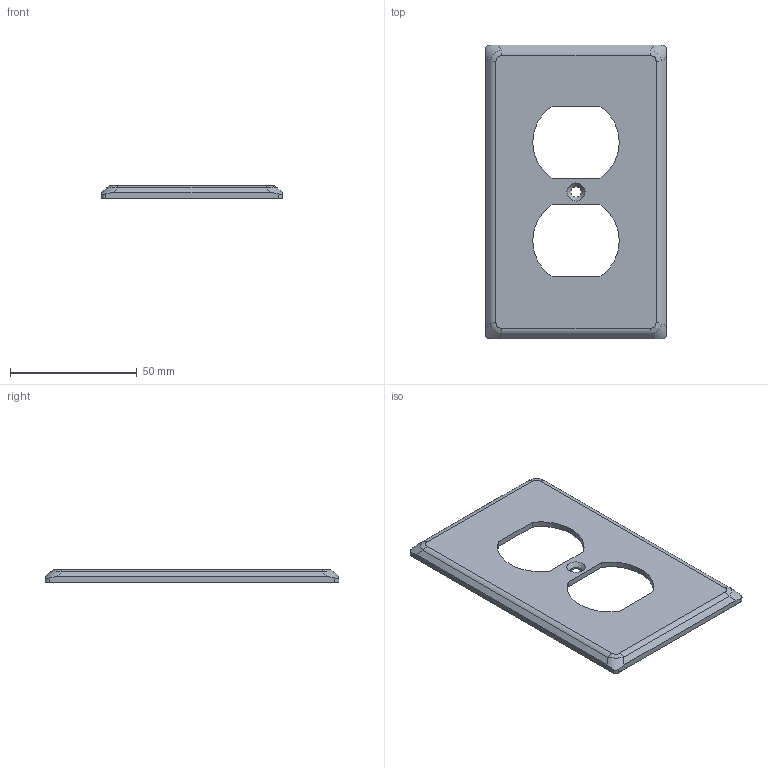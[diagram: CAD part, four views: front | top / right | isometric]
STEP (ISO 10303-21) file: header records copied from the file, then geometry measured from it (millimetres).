
FILE_DESCRIPTION(/* description */ ('COVER FOR DUPLEX RECEPTACLE'),/* implementation_level */ '2;1');
FILE_NAME(/* name */ '07804-4.ipt.stp',/* time_stamp */ '2020-11-10T19:51:46+05:00',/* author */ ('kr'),/* organization */ (''),/* preprocessor_version */ 'ST-DEVELOPER v18',/* originating_system */ 'Autodesk Inventor 2020',/* authorisation */ '');
FILE_SCHEMA (('AUTOMOTIVE_DESIGN { 1 0 10303 214 3 1 1 }'));
Length unit declared in the file: inch
Products named in the file (1): 1FA
Bounding box: 71.44 x 115.87 x 5.08 mm (x, y, z)
Volume: 16463.7 mm3; surface area: 15834.7 mm2
Topology: 1 solids, 1 shells, 725 faces, 1957 edges, 1301 vertices
Faces by surface type: plane 456, bspline 188, cylinder 80, cone 1
Full cylindrical faces by diameter (mm): 1.181 x1, 1.41 x1, 4.191 x1, 10.35 x1, 12.7 x1
Entity records: 24261 total; most frequent: CARTESIAN_POINT 7076, ORIENTED_EDGE 3914, DIRECTION 2840, EDGE_CURVE 1957, LINE 1414, VECTOR 1414, VERTEX_POINT 1301, EDGE_LOOP 798
